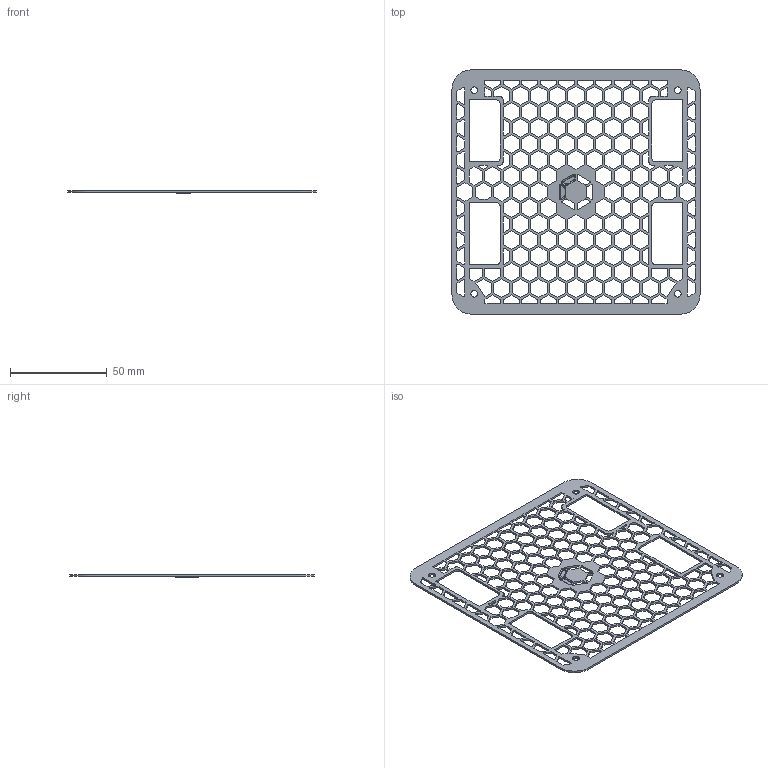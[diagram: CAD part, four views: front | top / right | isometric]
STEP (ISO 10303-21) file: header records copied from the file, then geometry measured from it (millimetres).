
FILE_DESCRIPTION((''),'2;1');
FILE_NAME('BAH0104V2_0','2018-06-14T',('bin'),(''),'CREO PARAMETRIC BY PTC INC, 2014350','CREO PARAMETRIC BY PTC INC, 2014350','');
FILE_SCHEMA(('CONFIG_CONTROL_DESIGN'));
Length unit declared in the file: millimetre
Products named in the file (1): BAH0104V2_0
Bounding box: 128 x 126 x 1.5 mm (x, y, z)
Volume: 5975.9 mm3; surface area: 17303.7 mm2
Topology: 1 solids, 1 shells, 1129 faces, 3337 edges, 2214 vertices
Faces by surface type: plane 958, cylinder 139, bspline 32
Entity records: 40076 total; most frequent: CARTESIAN_POINT 9200, ORIENTED_EDGE 6674, DIRECTION 5697, EDGE_CURVE 3337, VECTOR 3011, LINE 3011, VERTEX_POINT 2214, EDGE_LOOP 1489
